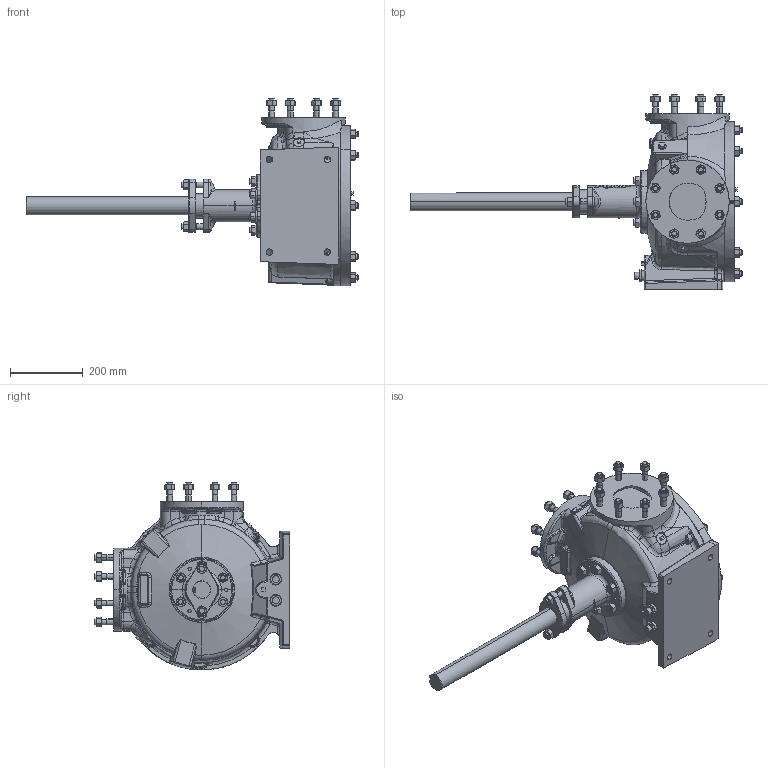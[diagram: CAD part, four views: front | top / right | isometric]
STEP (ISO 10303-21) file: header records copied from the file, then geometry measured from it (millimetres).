
FILE_DESCRIPTION (( 'STEP AP214' ), '1' );
FILE_NAME ('M32E.STEP', '2018-03-06T17:33:36', ( '' ), ( '' ), 'SwSTEP 2.0', 'SolidWorks 2017', '' );
FILE_SCHEMA (( 'AUTOMOTIVE_DESIGN' ));
Length unit declared in the file: inch
Products named in the file (2): M32E
Bounding box: 910.67 x 536.45 x 514.65 mm (x, y, z)
Volume: 36118934.1 mm3; surface area: 1090778.2 mm2
Topology: 1 solids, 1 shells, 2066 faces, 4855 edges, 2924 vertices
Faces by surface type: cone 624, plane 562, bspline 402, cylinder 365, torus 90, sphere 23
Entity records: 132758 total; most frequent: CARTESIAN_POINT 73790, ORIENTED_EDGE 9642, DIRECTION 7577, EDGE_CURVE 4821, AXIS2_PLACEMENT_3D 3271, VERTEX_POINT 2924, EDGE_LOOP 2245, ADVANCED_FACE 2066
